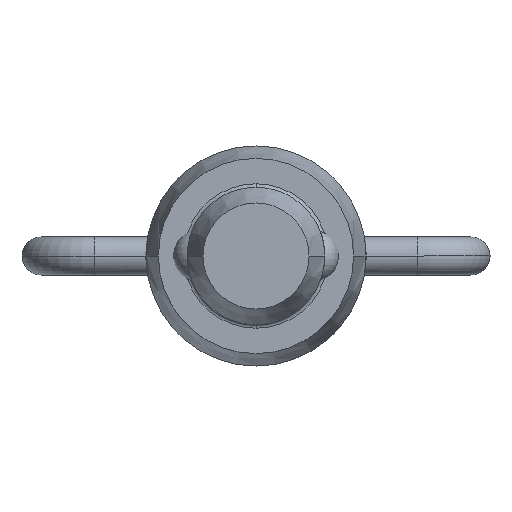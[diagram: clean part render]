
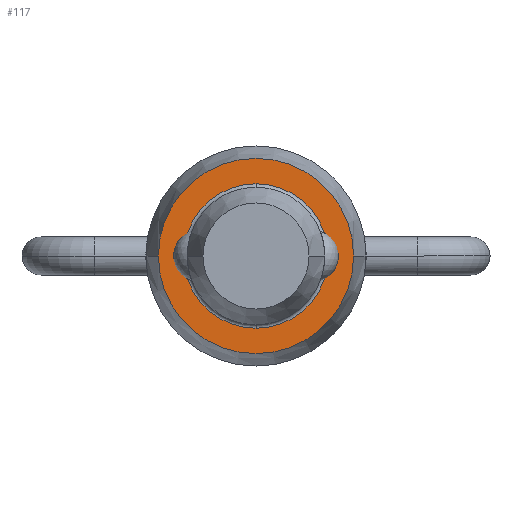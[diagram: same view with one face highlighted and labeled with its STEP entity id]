
A CAD part, front view. The second image highlights one B-rep face of the part: STEP entity #117.
In plain terms, the highlighted planar face has unit normal (0, -1, 0).
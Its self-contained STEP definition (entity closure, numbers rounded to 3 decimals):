
#117=ADVANCED_FACE('',(#244,#245),#246,.T.);
#244=FACE_OUTER_BOUND('',#377,.T.);
#245=FACE_BOUND('',#378,.T.);
#246=PLANE('',#379);
#377=EDGE_LOOP('',(#652,#653));
#378=EDGE_LOOP('',(#654,#655,#656));
#379=AXIS2_PLACEMENT_3D('',#657,#658,#659);
#652=ORIENTED_EDGE('',*,*,#903,.T.);
#653=ORIENTED_EDGE('',*,*,#850,.T.);
#654=ORIENTED_EDGE('',*,*,#904,.T.);
#655=ORIENTED_EDGE('',*,*,#800,.T.);
#656=ORIENTED_EDGE('',*,*,#905,.T.);
#657=CARTESIAN_POINT('',(-5.259,0.0,0.0));
#658=DIRECTION('',(0.,-1.0,0.0));
#659=DIRECTION('',(1.0,0.,0.0));
#800=EDGE_CURVE('',#944,#950,#952,.T.);
#850=EDGE_CURVE('',#1035,#1032,#1036,.T.);
#903=EDGE_CURVE('',#1032,#1035,#1106,.T.);
#904=EDGE_CURVE('',#1107,#944,#1108,.T.);
#905=EDGE_CURVE('',#950,#1107,#1109,.T.);
#944=VERTEX_POINT('',#1169);
#950=VERTEX_POINT('',#1175);
#952=CIRCLE('',#1177,4.169);
#1032=VERTEX_POINT('',#1348);
#1035=VERTEX_POINT('',#1352);
#1036=CIRCLE('',#1353,5.632);
#1106=CIRCLE('',#1482,5.632);
#1107=VERTEX_POINT('',#1483);
#1108=CIRCLE('',#1484,4.169);
#1109=CIRCLE('',#1485,4.169);
#1169=CARTESIAN_POINT('',(0.,0.,4.169));
#1175=CARTESIAN_POINT('',(0.,0.,-4.169));
#1177=AXIS2_PLACEMENT_3D('',#1558,#1559,#1560);
#1348=CARTESIAN_POINT('',(-5.632,0.0,0.0));
#1352=CARTESIAN_POINT('',(5.632,0.,0.));
#1353=AXIS2_PLACEMENT_3D('',#1646,#1647,#1648);
#1482=AXIS2_PLACEMENT_3D('',#1721,#1722,#1723);
#1483=CARTESIAN_POINT('',(-4.169,0.0,0.0));
#1484=AXIS2_PLACEMENT_3D('',#1724,#1725,#1726);
#1485=AXIS2_PLACEMENT_3D('',#1727,#1728,#1729);
#1558=CARTESIAN_POINT('',(0.,0.0,0.0));
#1559=DIRECTION('',(0.,1.0,0.0));
#1560=DIRECTION('',(-1.0,0.,0.0));
#1646=CARTESIAN_POINT('',(0.,0.0,0.));
#1647=DIRECTION('',(0.,-1.0,0.0));
#1648=DIRECTION('',(-1.0,0.,0.0));
#1721=CARTESIAN_POINT('',(0.,0.0,0.));
#1722=DIRECTION('',(0.,-1.0,0.0));
#1723=DIRECTION('',(-1.0,0.,0.0));
#1724=CARTESIAN_POINT('',(0.,0.0,0.0));
#1725=DIRECTION('',(0.,1.0,0.0));
#1726=DIRECTION('',(-1.0,0.,0.0));
#1727=CARTESIAN_POINT('',(0.,0.0,0.0));
#1728=DIRECTION('',(0.,1.0,0.0));
#1729=DIRECTION('',(-1.0,0.,0.0));
